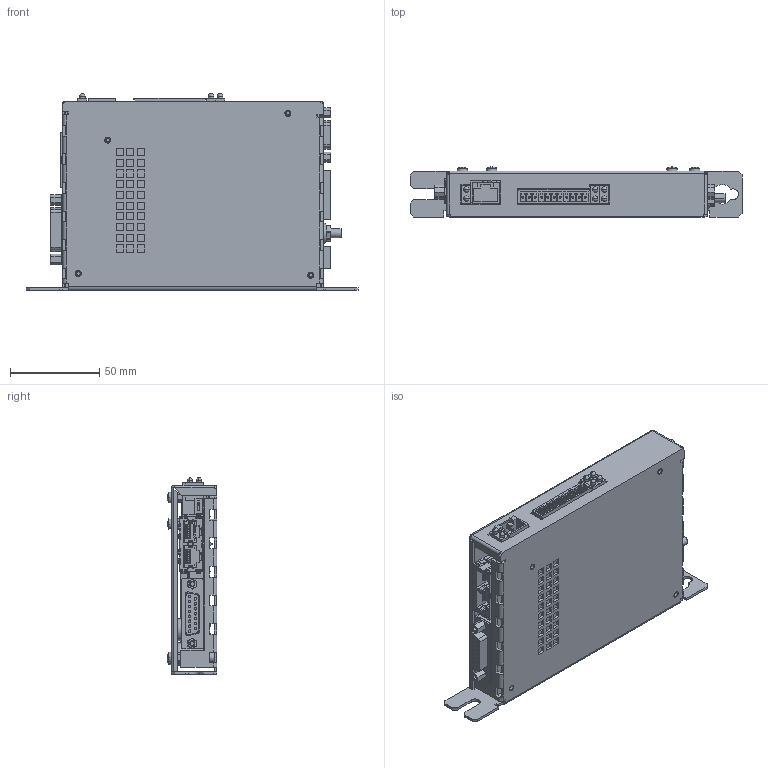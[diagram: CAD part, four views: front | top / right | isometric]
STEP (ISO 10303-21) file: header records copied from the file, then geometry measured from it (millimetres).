
FILE_DESCRIPTION (( 'STEP AP214' ), '1' );
FILE_NAME ('C1150_EC_0S.STEP', '2014-03-28T16:20:15', ( '' ), ( '' ), 'SwSTEP 2.0', 'SolidWorks 2010', '' );
FILE_SCHEMA (( 'AUTOMOTIVE_DESIGN' ));
Length unit declared in the file: millimetre
Products named in the file (1): C1150_EC_0S
Bounding box: 186 x 27.95 x 110.3 mm (x, y, z)
Volume: 104231.5 mm3; surface area: 132414.8 mm2
Topology: 1 solids, 14 shells, 2529 faces, 6692 edges, 4330 vertices
Faces by surface type: plane 1726, cylinder 657, cone 94, torus 36, sphere 12, bspline 4
Entity records: 106129 total; most frequent: CARTESIAN_POINT 14292, ORIENTED_EDGE 13336, DIRECTION 12994, EDGE_CURVE 6668, VECTOR 5126, LINE 5126, VERTEX_POINT 4318, AXIS2_PLACEMENT_3D 3934
